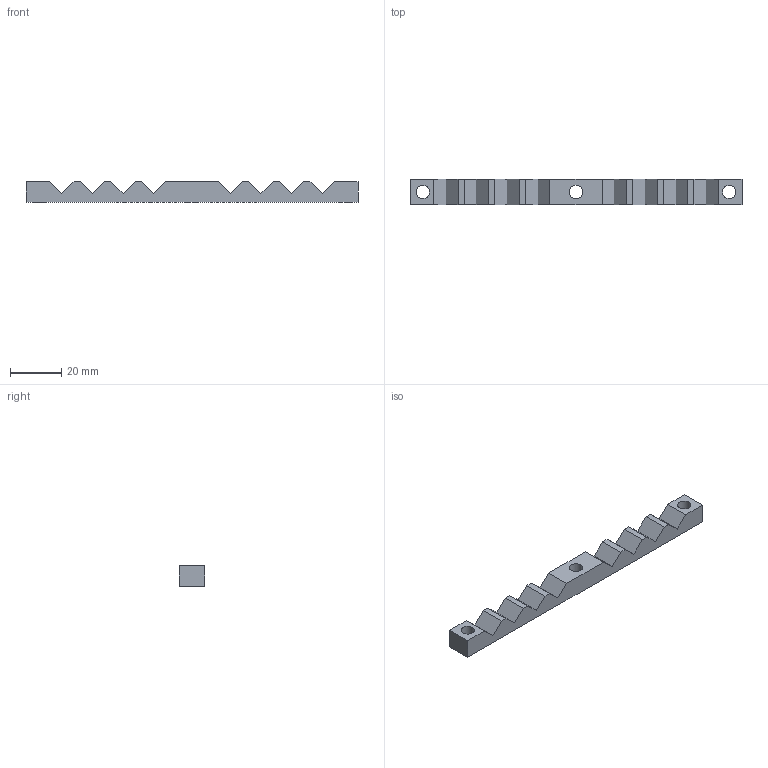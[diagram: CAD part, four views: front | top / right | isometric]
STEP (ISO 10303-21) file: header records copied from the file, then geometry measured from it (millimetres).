
FILE_DESCRIPTION(('FreeCAD Model'),'2;1');
FILE_NAME('ElectronicEnclosureStrainRelief.stp','2013-01-04T16:45:26',('FreeCAD'),('FreeCAD'), 'Open CASCADE STEP processor 6.5','FreeCAD','Unknown');
FILE_SCHEMA(('AUTOMOTIVE_DESIGN_CC2 { 1 2 10303 214 -1 1 5 4 }'));
Length unit declared in the file: millimetre
Products named in the file (1): Open CASCADE STEP translator 6.5 6
Bounding box: 130 x 10 x 8 mm (x, y, z)
Volume: 8162.3 mm3; surface area: 5043.8 mm2
Topology: 1 solids, 1 shells, 33 faces, 96 edges, 65 vertices
Faces by surface type: plane 30, cylinder 3
Full cylindrical faces by diameter (mm): 5.2 x3
Entity records: 2348 total; most frequent: CARTESIAN_POINT 473, DIRECTION 324, LINE 238, VECTOR 238, ORIENTED_EDGE 192, PCURVE 192, DEFINITIONAL_REPRESENTATION 192, EDGE_CURVE 96
